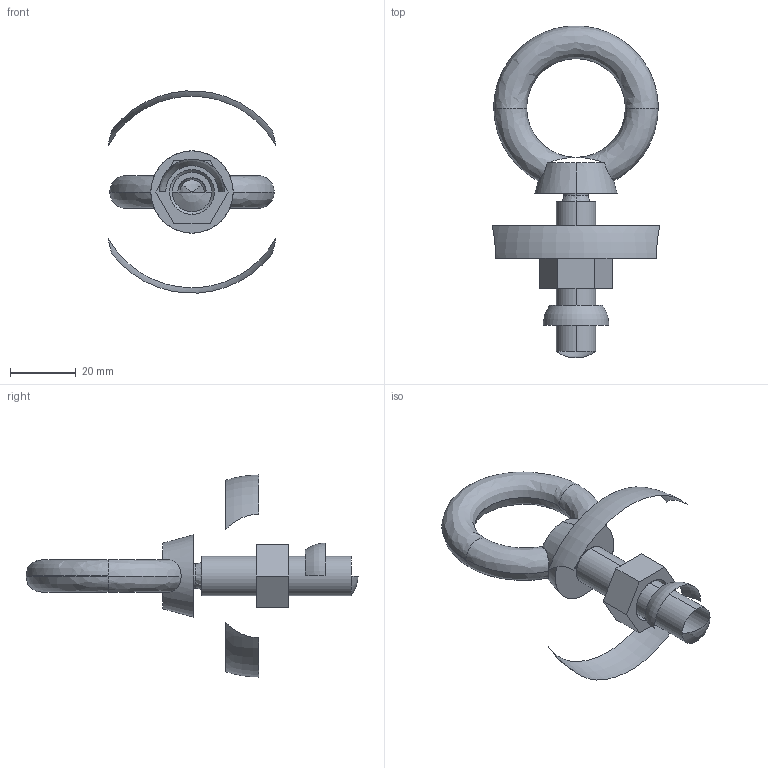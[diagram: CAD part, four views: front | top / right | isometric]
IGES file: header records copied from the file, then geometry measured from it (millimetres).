
Start section: SolidWorks IGES file using analytic representation for surfaces
Global section: file name: B-1131-12.IGS,15; native system: HSolidWorks 2007; preprocessor: SolidWorks 2007; author: nhaneda; date: 091007.112614; units: millimetre
Bounding box: 50.88 x 100.94 x 61.43 mm (x, y, z)
Surface area: 9163.8 mm2 (no closed solid volume)
Topology: 0 solids, 0 shells, 32 faces, 448 edges, 447 vertices
Faces by surface type: bspline 20, revolution 12
